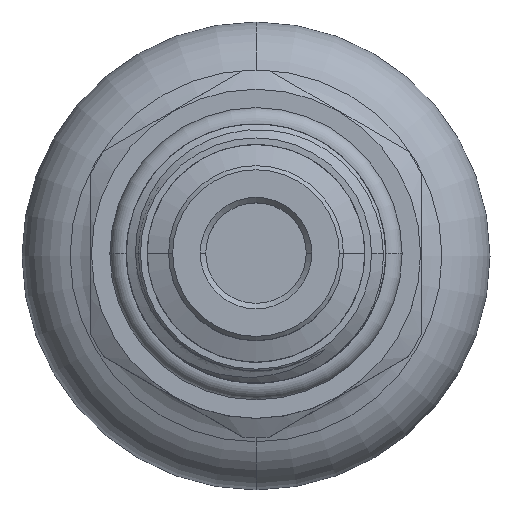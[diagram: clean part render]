
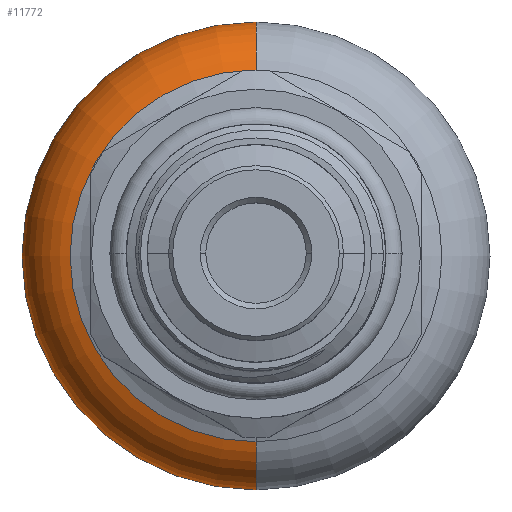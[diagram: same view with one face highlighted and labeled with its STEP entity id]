
A CAD part, top view. The second image highlights one B-rep face of the part: STEP entity #11772.
In plain terms, the highlighted toroidal (fillet/blend) face has major radius 12 mm and minor radius 5 mm.
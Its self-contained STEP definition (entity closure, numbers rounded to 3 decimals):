
#242 = EDGE_CURVE ( 'NONE', #3173, #3529, #3821, .T. ) ;
#388 = EDGE_CURVE ( 'NONE', #3540, #3529, #3982, .T. ) ;
#390 = EDGE_CURVE ( 'NONE', #3551, #3173, #3985, .T. ) ;
#1051 = EDGE_CURVE ( 'NONE', #3551, #3540, #5322, .T. ) ;
#2748 = ORIENTED_EDGE ( 'NONE', *, *, #390, .F. ) ;
#2749 = ORIENTED_EDGE ( 'NONE', *, *, #1051, .T. ) ;
#2750 = ORIENTED_EDGE ( 'NONE', *, *, #388, .T. ) ;
#2762 = ORIENTED_EDGE ( 'NONE', *, *, #242, .F. ) ;
#3063 = EDGE_LOOP ( 'NONE', ( #2748, #2749, #2750, #2762 ) ) ;
#3173 = VERTEX_POINT ( 'NONE', #9191 ) ;
#3529 = VERTEX_POINT ( 'NONE', #9798 ) ;
#3540 = VERTEX_POINT ( 'NONE', #9816 ) ;
#3551 = VERTEX_POINT ( 'NONE', #9834 ) ;
#3821 = CIRCLE ( 'NONE', #4155, 13.5 ) ;
#3982 = CIRCLE ( 'NONE', #4208, 5. ) ;
#3985 = CIRCLE ( 'NONE', #4210, 5. ) ;
#4155 = AXIS2_PLACEMENT_3D ( 'NONE', #26936, #26937, #26938 ) ;
#4208 = AXIS2_PLACEMENT_3D ( 'NONE', #9536, #9538, #9540 ) ;
#4210 = AXIS2_PLACEMENT_3D ( 'NONE', #9555, #9557, #9559 ) ;
#4449 = AXIS2_PLACEMENT_3D ( 'NONE', #8758, #8759, #8760 ) ;
#4619 = AXIS2_PLACEMENT_3D ( 'NONE', #20779, #20778, #21046 ) ;
#5322 = CIRCLE ( 'NONE', #4449, 14.541 ) ;
#5657 = TOROIDAL_SURFACE ( 'NONE', #4619, 12., 5. ) ;
#5659 = FACE_OUTER_BOUND ( 'NONE', #3063, .T. ) ;
#8758 = CARTESIAN_POINT ( 'NONE',  ( 0., 0., -80.515 ) ) ;
#8759 = DIRECTION ( 'NONE',  ( 0., 0., 1. ) ) ;
#8760 = DIRECTION ( 'NONE',  ( 0., -1., 0. ) ) ;
#9191 = CARTESIAN_POINT ( 'NONE',  ( 0., 13.5, -71.439 ) ) ;
#9536 = CARTESIAN_POINT ( 'NONE',  ( 0., -12., -76.209 ) ) ;
#9538 = DIRECTION ( 'NONE',  ( -1., 0., 0. ) ) ;
#9540 = DIRECTION ( 'NONE',  ( 0., 0., 1. ) ) ;
#9555 = CARTESIAN_POINT ( 'NONE',  ( 0., 12., -76.209 ) ) ;
#9557 = DIRECTION ( 'NONE',  ( 1., 0., 0. ) ) ;
#9559 = DIRECTION ( 'NONE',  ( 0., 0., -1. ) ) ;
#9798 = CARTESIAN_POINT ( 'NONE',  ( 0., -13.5, -71.439 ) ) ;
#9816 = CARTESIAN_POINT ( 'NONE',  ( 0., -14.541, -80.515 ) ) ;
#9834 = CARTESIAN_POINT ( 'NONE',  ( 0., 14.541, -80.515 ) ) ;
#11772 = ADVANCED_FACE ( 'NONE', ( #5659 ), #5657, .T. ) ;
#20778 = DIRECTION ( 'NONE',  ( 0., 0., 1. ) ) ;
#20779 = CARTESIAN_POINT ( 'NONE',  ( 0., 0., -76.209 ) ) ;
#21046 = DIRECTION ( 'NONE',  ( 0., -1., 0. ) ) ;
#26936 = CARTESIAN_POINT ( 'NONE',  ( 0., 0., -71.439 ) ) ;
#26937 = DIRECTION ( 'NONE',  ( 0., 0., 1. ) ) ;
#26938 = DIRECTION ( 'NONE',  ( 0., -1., 0. ) ) ;
